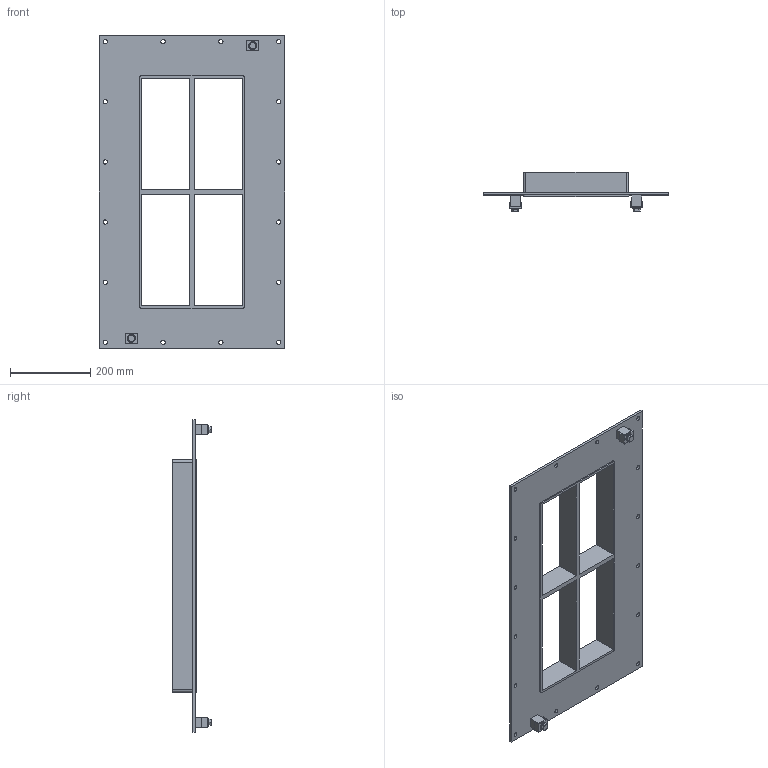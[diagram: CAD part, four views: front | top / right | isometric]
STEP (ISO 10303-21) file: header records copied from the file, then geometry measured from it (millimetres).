
FILE_DESCRIPTION((''),'2;1');
FILE_NAME('GHBG FL1008+8X2FL100.stp','2015-02-23T08:40:53',('se-emikul'),(''),'Autodesk Inventor 2013','Autodesk Inventor 2013','');
FILE_SCHEMA(('AUTOMOTIVE_DESIGN { 1 0 10303 214 1 1 1 1 }'));
Length unit declared in the file: millimetre
Products named in the file (1): GHBG FL1008+8X2FL100
Bounding box: 463 x 97.91 x 780 mm (x, y, z)
Volume: 2402421.8 mm3; surface area: 771292.5 mm2
Topology: 9 solids, 9 shells, 134 faces, 347 edges, 237 vertices
Faces by surface type: plane 88, cylinder 36, cone 10
Full cylindrical faces by diameter (mm): 8.376 x2, 10 x2, 10.5 x16, 11 x4, 14.75 x2, 20 x2
Entity records: 3860 total; most frequent: CARTESIAN_POINT 677, DIRECTION 624, ORIENTED_EDGE 584, EDGE_CURVE 292, EDGE_LOOP 220, AXIS2_PLACEMENT_3D 215, VERTEX_POINT 214, VECTOR 194
